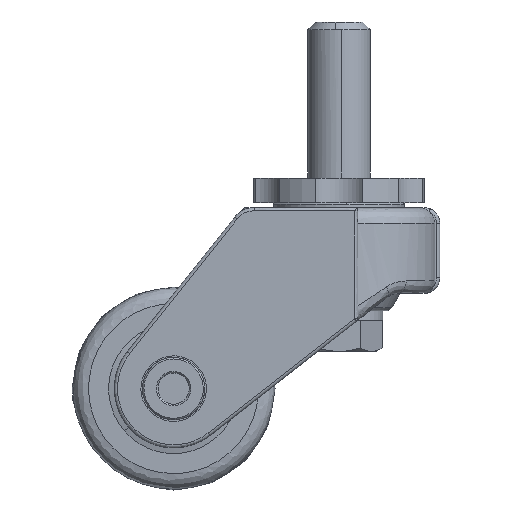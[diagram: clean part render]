
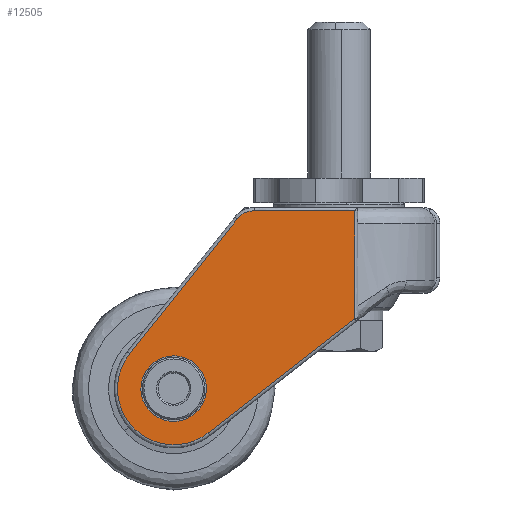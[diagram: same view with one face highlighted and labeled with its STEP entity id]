
A CAD part, front view. The second image highlights one B-rep face of the part: STEP entity #12505.
In plain terms, the highlighted free-form (B-spline) face has degree [1, 1] with [2, 2] control points.
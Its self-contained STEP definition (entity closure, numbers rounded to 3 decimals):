
#6586=CARTESIAN_POINT('',(-63.427,-36.95,-63.261));
#6587=VERTEX_POINT('',#6586);
#6593=CARTESIAN_POINT('',(-53.0,-36.95,-75.0));
#6594=VERTEX_POINT('',#6593);
#6595=CARTESIAN_POINT('',(-63.427,-36.95,-63.261));
#6596=CARTESIAN_POINT('',(-63.5,-36.95,-63.878));
#6597=CARTESIAN_POINT('',(-63.5,-36.95,-64.5));
#6598=CARTESIAN_POINT('',(-63.5,-36.95,-75.0));
#6599=CARTESIAN_POINT('',(-53.0,-36.95,-75.0));
#6607=(BOUNDED_CURVE()B_SPLINE_CURVE(2,(#6595,#6596,#6597,#6598,#6599),.UNSPECIFIED.,.F.,.U.)B_SPLINE_CURVE_WITH_KNOTS((3,2,3),(0.23,0.25,0.5),.UNSPECIFIED.)CURVE()GEOMETRIC_REPRESENTATION_ITEM()RATIONAL_B_SPLINE_CURVE((0.956,0.976,1.0,0.707,1.0))REPRESENTATION_ITEM(''));
#6608=EDGE_CURVE('',#6587,#6594,#6607,.T.);
#6610=CARTESIAN_POINT('',(-42.52,-36.95,-65.141));
#6611=VERTEX_POINT('',#6610);
#6612=CARTESIAN_POINT('',(-53.0,-36.95,-75.0));
#6613=CARTESIAN_POINT('',(-43.123,-36.95,-75.));
#6614=CARTESIAN_POINT('',(-42.52,-36.95,-65.141));
#6622=(BOUNDED_CURVE()B_SPLINE_CURVE(2,(#6612,#6613,#6614),.UNSPECIFIED.,.F.,.U.)B_SPLINE_CURVE_WITH_KNOTS((3,3),(0.5,0.739),.UNSPECIFIED.)CURVE()GEOMETRIC_REPRESENTATION_ITEM()RATIONAL_B_SPLINE_CURVE((1.0,0.72,0.976))REPRESENTATION_ITEM(''));
#6623=EDGE_CURVE('',#6594,#6611,#6622,.T.);
#6697=CARTESIAN_POINT('',(-53.0,-36.95,-54.0));
#6698=VERTEX_POINT('',#6697);
#6699=CARTESIAN_POINT('',(-42.52,-36.95,-65.141));
#6700=CARTESIAN_POINT('',(-42.5,-36.95,-64.821));
#6701=CARTESIAN_POINT('',(-42.5,-36.95,-64.5));
#6702=CARTESIAN_POINT('',(-42.5,-36.95,-54.0));
#6703=CARTESIAN_POINT('',(-53.0,-36.95,-54.0));
#6711=(BOUNDED_CURVE()B_SPLINE_CURVE(2,(#6699,#6700,#6701,#6702,#6703),.UNSPECIFIED.,.F.,.U.)B_SPLINE_CURVE_WITH_KNOTS((3,2,3),(0.739,0.75,1.0),.UNSPECIFIED.)CURVE()GEOMETRIC_REPRESENTATION_ITEM()RATIONAL_B_SPLINE_CURVE((0.976,0.988,1.0,0.707,1.0))REPRESENTATION_ITEM(''));
#6712=EDGE_CURVE('',#6611,#6698,#6711,.T.);
#6714=CARTESIAN_POINT('',(-53.0,-36.95,-54.0));
#6715=CARTESIAN_POINT('',(-62.326,-36.95,-54.));
#6716=CARTESIAN_POINT('',(-63.427,-36.95,-63.261));
#6724=(BOUNDED_CURVE()B_SPLINE_CURVE(2,(#6714,#6715,#6716),.UNSPECIFIED.,.F.,.U.)B_SPLINE_CURVE_WITH_KNOTS((3,3),(0.0,0.23),.UNSPECIFIED.)CURVE()GEOMETRIC_REPRESENTATION_ITEM()RATIONAL_B_SPLINE_CURVE((1.0,0.731,0.956))REPRESENTATION_ITEM(''));
#6725=EDGE_CURVE('',#6698,#6587,#6724,.T.);
#11933=CARTESIAN_POINT('',(5.0,-36.95,-42.113));
#11934=VERTEX_POINT('',#11933);
#12086=CARTESIAN_POINT('',(-27.151,-36.95,-7.5));
#12087=VERTEX_POINT('',#12086);
#12118=CARTESIAN_POINT('',(-32.621,-36.95,-10.132));
#12119=VERTEX_POINT('',#12118);
#12135=CARTESIAN_POINT('',(-27.151,-36.95,-7.5));
#12136=CARTESIAN_POINT('',(-30.519,-36.95,-7.5));
#12137=CARTESIAN_POINT('',(-32.621,-36.95,-10.132));
#12145=(BOUNDED_CURVE()B_SPLINE_CURVE(2,(#12135,#12136,#12137),.UNSPECIFIED.,.F.,.U.)CURVE()GEOMETRIC_REPRESENTATION_ITEM()QUASI_UNIFORM_CURVE()RATIONAL_B_SPLINE_CURVE((1.0,0.901,1.0))REPRESENTATION_ITEM(''));
#12146=EDGE_CURVE('',#12087,#12119,#12145,.T.);
#12167=CARTESIAN_POINT('',(-67.066,-36.95,-53.268));
#12168=VERTEX_POINT('',#12167);
#12182=CARTESIAN_POINT('',(-32.621,-36.95,-10.132));
#12183=CARTESIAN_POINT('',(-67.066,-36.95,-53.268));
#12184=QUASI_UNIFORM_CURVE('',1,(#12182,#12183),.UNSPECIFIED.,.F.,.U.);
#12185=EDGE_CURVE('',#12119,#12168,#12184,.T.);
#12210=CARTESIAN_POINT('',(5.0,-36.95,-7.5));
#12211=VERTEX_POINT('',#12210);
#12232=CARTESIAN_POINT('',(5.0,-36.95,-7.5));
#12233=CARTESIAN_POINT('',(-27.151,-36.95,-7.5));
#12234=QUASI_UNIFORM_CURVE('',1,(#12232,#12233),.UNSPECIFIED.,.F.,.U.);
#12235=EDGE_CURVE('',#12211,#12087,#12234,.T.);
#12265=CARTESIAN_POINT('',(-41.934,-36.95,-78.697));
#12266=VERTEX_POINT('',#12265);
#12282=CARTESIAN_POINT('',(-67.066,-36.95,-53.268));
#12283=CARTESIAN_POINT('',(-77.05,-36.95,-65.772));
#12284=CARTESIAN_POINT('',(-65.802,-36.95,-77.153));
#12285=CARTESIAN_POINT('',(-54.554,-36.95,-88.534));
#12286=CARTESIAN_POINT('',(-41.934,-36.95,-78.697));
#12294=(BOUNDED_CURVE()B_SPLINE_CURVE(2,(#12282,#12283,#12284,#12285,#12286),.UNSPECIFIED.,.F.,.U.)B_SPLINE_CURVE_WITH_KNOTS((3,2,3),(0.0,0.5,1.0),.UNSPECIFIED.)CURVE()GEOMETRIC_REPRESENTATION_ITEM()RATIONAL_B_SPLINE_CURVE((1.0,0.747,1.0,0.747,1.0))REPRESENTATION_ITEM(''));
#12295=EDGE_CURVE('',#12168,#12266,#12294,.T.);
#12337=CARTESIAN_POINT('',(5.0,-36.95,-42.113));
#12338=CARTESIAN_POINT('',(5.0,-36.95,-7.5));
#12339=QUASI_UNIFORM_CURVE('',1,(#12337,#12338),.UNSPECIFIED.,.F.,.U.);
#12340=EDGE_CURVE('',#11934,#12211,#12339,.T.);
#12366=CARTESIAN_POINT('',(-41.934,-36.95,-78.697));
#12367=CARTESIAN_POINT('',(5.0,-36.95,-42.113));
#12368=QUASI_UNIFORM_CURVE('',1,(#12366,#12367),.UNSPECIFIED.,.F.,.U.);
#12369=EDGE_CURVE('',#12266,#11934,#12368,.T.);
#12486=CARTESIAN_POINT('',(-74.796,-36.95,-86.244));
#12487=CARTESIAN_POINT('',(8.796,-36.95,-86.244));
#12488=CARTESIAN_POINT('',(-74.796,-36.95,-3.754));
#12489=CARTESIAN_POINT('',(8.796,-36.95,-3.754));
#12490=B_SPLINE_SURFACE_WITH_KNOTS('',1,1,((#12486,#12488),(#12487,#12489)),.UNSPECIFIED.,.F.,.F.,.U.,(2,2),(2,2),(0.0,83.592),(0.0,82.49),.UNSPECIFIED.);
#12491=ORIENTED_EDGE('',*,*,#12235,.T.);
#12492=ORIENTED_EDGE('',*,*,#12146,.T.);
#12493=ORIENTED_EDGE('',*,*,#12185,.T.);
#12494=ORIENTED_EDGE('',*,*,#12295,.T.);
#12495=ORIENTED_EDGE('',*,*,#12369,.T.);
#12496=ORIENTED_EDGE('',*,*,#12340,.T.);
#12497=EDGE_LOOP('',(#12491,#12492,#12493,#12494,#12495,#12496));
#12498=FACE_OUTER_BOUND('',#12497,.T.);
#12499=ORIENTED_EDGE('',*,*,#6623,.F.);
#12500=ORIENTED_EDGE('',*,*,#6608,.F.);
#12501=ORIENTED_EDGE('',*,*,#6725,.F.);
#12502=ORIENTED_EDGE('',*,*,#6712,.F.);
#12503=EDGE_LOOP('',(#12499,#12500,#12501,#12502));
#12504=FACE_BOUND('',#12503,.T.);
#12505=ADVANCED_FACE('',(#12498,#12504),#12490,.T.);
